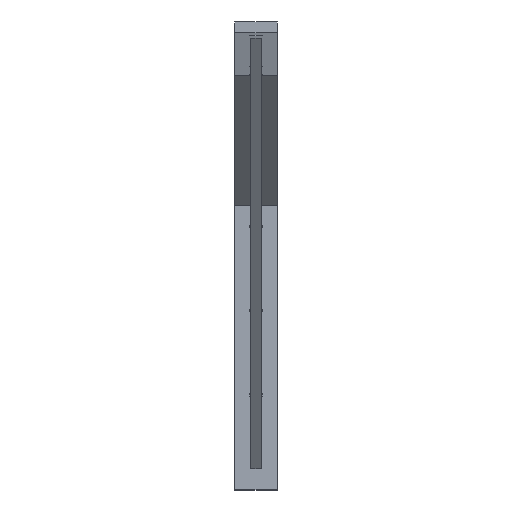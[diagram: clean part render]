
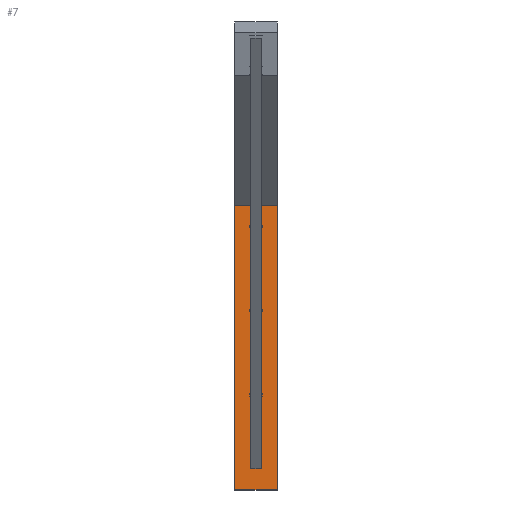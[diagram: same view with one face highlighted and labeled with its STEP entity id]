
A CAD part, top view. The second image highlights one B-rep face of the part: STEP entity #7.
In plain terms, the highlighted planar face has unit normal (0, 0, 1).
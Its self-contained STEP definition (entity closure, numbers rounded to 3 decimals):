
#7 = ADVANCED_FACE ( 'NONE', ( #453, #55, #1042, #885, #942 ), #650, .F. ) ;
#12 = CIRCLE ( 'NONE', #147, 6. ) ;
#27 = CARTESIAN_POINT ( 'NONE',  ( 40., 295.113, -485.249 ) ) ;
#40 = ORIENTED_EDGE ( 'NONE', *, *, #91, .F. ) ;
#50 = EDGE_CURVE ( 'NONE', #898, #180, #12, .T. ) ;
#55 = FACE_BOUND ( 'NONE', #68, .T. ) ;
#62 = VECTOR ( 'NONE', #546, 1000. ) ;
#66 = VERTEX_POINT ( 'NONE', #1064 ) ;
#68 = EDGE_LOOP ( 'NONE', ( #977, #450 ) ) ;
#79 = CARTESIAN_POINT ( 'NONE',  ( 0., 175.113, -485.249 ) ) ;
#91 = EDGE_CURVE ( 'NONE', #159, #66, #162, .T. ) ;
#99 = DIRECTION ( 'NONE',  ( 0., -1., 0. ) ) ;
#121 = CARTESIAN_POINT ( 'NONE',  ( 15., -75.166, -485.249 ) ) ;
#134 = CARTESIAN_POINT ( 'NONE',  ( 40., 175.113, -485.249 ) ) ;
#142 = ORIENTED_EDGE ( 'NONE', *, *, #577, .F. ) ;
#144 = CIRCLE ( 'NONE', #208, 6. ) ;
#147 = AXIS2_PLACEMENT_3D ( 'NONE', #399, #172, #326 ) ;
#157 = LINE ( 'NONE', #27, #845 ) ;
#159 = VERTEX_POINT ( 'NONE', #914 ) ;
#162 = LINE ( 'NONE', #493, #844 ) ;
#172 = DIRECTION ( 'NONE',  ( 0., 0., 1. ) ) ;
#174 = DIRECTION ( 'NONE',  ( -1., 0., 0. ) ) ;
#179 = CARTESIAN_POINT ( 'NONE',  ( 14., -4.887, -485.249 ) ) ;
#180 = VERTEX_POINT ( 'NONE', #846 ) ;
#186 = EDGE_CURVE ( 'NONE', #959, #66, #508, .T. ) ;
#187 = VECTOR ( 'NONE', #841, 1000. ) ;
#188 = EDGE_CURVE ( 'NONE', #216, #159, #157, .T. ) ;
#208 = AXIS2_PLACEMENT_3D ( 'NONE', #979, #482, #1059 ) ;
#216 = VERTEX_POINT ( 'NONE', #1012 ) ;
#225 = CARTESIAN_POINT ( 'NONE',  ( 25., -75.166, -485.249 ) ) ;
#237 = CARTESIAN_POINT ( 'NONE',  ( 40., 295.113, -485.249 ) ) ;
#247 = EDGE_LOOP ( 'NONE', ( #416, #142 ) ) ;
#256 = AXIS2_PLACEMENT_3D ( 'NONE', #1052, #333, #821 ) ;
#261 = AXIS2_PLACEMENT_3D ( 'NONE', #358, #847, #529 ) ;
#274 = CARTESIAN_POINT ( 'NONE',  ( 15., -35.166, -485.249 ) ) ;
#298 = CIRCLE ( 'NONE', #849, 6. ) ;
#300 = CARTESIAN_POINT ( 'NONE',  ( 20., 155.113, -485.249 ) ) ;
#302 = EDGE_CURVE ( 'NONE', #363, #548, #534, .T. ) ;
#306 = VERTEX_POINT ( 'NONE', #373 ) ;
#325 = VERTEX_POINT ( 'NONE', #705 ) ;
#326 = DIRECTION ( 'NONE',  ( 1., 0., 0. ) ) ;
#333 = DIRECTION ( 'NONE',  ( 0., 0., 1. ) ) ;
#340 = VERTEX_POINT ( 'NONE', #641 ) ;
#348 = VECTOR ( 'NONE', #174, 1000. ) ;
#358 = CARTESIAN_POINT ( 'NONE',  ( 20., 155.113, -485.249 ) ) ;
#363 = VERTEX_POINT ( 'NONE', #955 ) ;
#373 = CARTESIAN_POINT ( 'NONE',  ( 25., -75.166, -485.249 ) ) ;
#392 = DIRECTION ( 'NONE',  ( 1., 0., 0. ) ) ;
#394 = ORIENTED_EDGE ( 'NONE', *, *, #302, .T. ) ;
#395 = EDGE_CURVE ( 'NONE', #180, #898, #592, .T. ) ;
#396 = AXIS2_PLACEMENT_3D ( 'NONE', #237, #1057, #734 ) ;
#399 = CARTESIAN_POINT ( 'NONE',  ( 20., 75.113, -485.249 ) ) ;
#400 = CARTESIAN_POINT ( 'NONE',  ( 14., 75.113, -485.249 ) ) ;
#413 = DIRECTION ( 'NONE',  ( -1., 0., 0. ) ) ;
#416 = ORIENTED_EDGE ( 'NONE', *, *, #670, .F. ) ;
#445 = EDGE_CURVE ( 'NONE', #495, #548, #746, .T. ) ;
#450 = ORIENTED_EDGE ( 'NONE', *, *, #456, .F. ) ;
#453 = FACE_BOUND ( 'NONE', #912, .T. ) ;
#456 = EDGE_CURVE ( 'NONE', #567, #953, #144, .T. ) ;
#463 = ORIENTED_EDGE ( 'NONE', *, *, #526, .T. ) ;
#468 = DIRECTION ( 'NONE',  ( -1., 0., 0. ) ) ;
#482 = DIRECTION ( 'NONE',  ( 0., 0., 1. ) ) ;
#491 = ORIENTED_EDGE ( 'NONE', *, *, #445, .F. ) ;
#493 = CARTESIAN_POINT ( 'NONE',  ( 40., -95.166, -485.249 ) ) ;
#495 = VERTEX_POINT ( 'NONE', #901 ) ;
#499 = DIRECTION ( 'NONE',  ( -1., 0., 0. ) ) ;
#508 = LINE ( 'NONE', #765, #187 ) ;
#526 = EDGE_CURVE ( 'NONE', #306, #363, #989, .T. ) ;
#529 = DIRECTION ( 'NONE',  ( 1., 0., 0. ) ) ;
#534 = LINE ( 'NONE', #121, #62 ) ;
#535 = DIRECTION ( 'NONE',  ( 1., 0., 0. ) ) ;
#536 = EDGE_LOOP ( 'NONE', ( #957, #664, #40, #575 ) ) ;
#546 = DIRECTION ( 'NONE',  ( 0., 1., 0. ) ) ;
#548 = VERTEX_POINT ( 'NONE', #274 ) ;
#551 = LINE ( 'NONE', #134, #997 ) ;
#566 = VECTOR ( 'NONE', #499, 1000. ) ;
#567 = VERTEX_POINT ( 'NONE', #179 ) ;
#575 = ORIENTED_EDGE ( 'NONE', *, *, #188, .F. ) ;
#577 = EDGE_CURVE ( 'NONE', #325, #340, #673, .T. ) ;
#592 = CIRCLE ( 'NONE', #256, 6. ) ;
#632 = DIRECTION ( 'NONE',  ( 0., 0., 1. ) ) ;
#641 = CARTESIAN_POINT ( 'NONE',  ( 26., 155.113, -485.249 ) ) ;
#650 = PLANE ( 'NONE',  #396 ) ;
#657 = CARTESIAN_POINT ( 'NONE',  ( 25., -35.166, -485.249 ) ) ;
#664 = ORIENTED_EDGE ( 'NONE', *, *, #186, .T. ) ;
#670 = EDGE_CURVE ( 'NONE', #340, #325, #789, .T. ) ;
#673 = CIRCLE ( 'NONE', #261, 6. ) ;
#687 = AXIS2_PLACEMENT_3D ( 'NONE', #300, #632, #535 ) ;
#705 = CARTESIAN_POINT ( 'NONE',  ( 14., 155.113, -485.249 ) ) ;
#732 = EDGE_LOOP ( 'NONE', ( #990, #972 ) ) ;
#733 = EDGE_CURVE ( 'NONE', #306, #495, #804, .T. ) ;
#734 = DIRECTION ( 'NONE',  ( 0., 1., 0. ) ) ;
#738 = VECTOR ( 'NONE', #875, 1000. ) ;
#746 = LINE ( 'NONE', #657, #566 ) ;
#765 = CARTESIAN_POINT ( 'NONE',  ( 0., 295.113, -485.249 ) ) ;
#773 = EDGE_CURVE ( 'NONE', #216, #959, #551, .T. ) ;
#789 = CIRCLE ( 'NONE', #687, 6. ) ;
#795 = DIRECTION ( 'NONE',  ( 0., 0., 1. ) ) ;
#804 = LINE ( 'NONE', #225, #738 ) ;
#811 = CARTESIAN_POINT ( 'NONE',  ( 20., -4.887, -485.249 ) ) ;
#821 = DIRECTION ( 'NONE',  ( 1., 0., 0. ) ) ;
#841 = DIRECTION ( 'NONE',  ( 0., -1., 0. ) ) ;
#844 = VECTOR ( 'NONE', #413, 1000. ) ;
#845 = VECTOR ( 'NONE', #99, 1000. ) ;
#846 = CARTESIAN_POINT ( 'NONE',  ( 26., 75.113, -485.249 ) ) ;
#847 = DIRECTION ( 'NONE',  ( 0., 0., 1. ) ) ;
#849 = AXIS2_PLACEMENT_3D ( 'NONE', #811, #795, #392 ) ;
#873 = EDGE_CURVE ( 'NONE', #953, #567, #298, .T. ) ;
#875 = DIRECTION ( 'NONE',  ( 0., 1., 0. ) ) ;
#885 = FACE_BOUND ( 'NONE', #732, .T. ) ;
#897 = CARTESIAN_POINT ( 'NONE',  ( 26., -4.887, -485.249 ) ) ;
#898 = VERTEX_POINT ( 'NONE', #400 ) ;
#901 = CARTESIAN_POINT ( 'NONE',  ( 25., -35.166, -485.249 ) ) ;
#907 = CARTESIAN_POINT ( 'NONE',  ( 25., -75.166, -485.249 ) ) ;
#912 = EDGE_LOOP ( 'NONE', ( #491, #986, #463, #394 ) ) ;
#914 = CARTESIAN_POINT ( 'NONE',  ( 40., -95.166, -485.249 ) ) ;
#942 = FACE_OUTER_BOUND ( 'NONE', #536, .T. ) ;
#953 = VERTEX_POINT ( 'NONE', #897 ) ;
#955 = CARTESIAN_POINT ( 'NONE',  ( 15., -75.166, -485.249 ) ) ;
#957 = ORIENTED_EDGE ( 'NONE', *, *, #773, .T. ) ;
#959 = VERTEX_POINT ( 'NONE', #79 ) ;
#972 = ORIENTED_EDGE ( 'NONE', *, *, #50, .F. ) ;
#977 = ORIENTED_EDGE ( 'NONE', *, *, #873, .F. ) ;
#979 = CARTESIAN_POINT ( 'NONE',  ( 20., -4.887, -485.249 ) ) ;
#986 = ORIENTED_EDGE ( 'NONE', *, *, #733, .F. ) ;
#989 = LINE ( 'NONE', #907, #348 ) ;
#990 = ORIENTED_EDGE ( 'NONE', *, *, #395, .F. ) ;
#997 = VECTOR ( 'NONE', #468, 1000. ) ;
#1012 = CARTESIAN_POINT ( 'NONE',  ( 40., 175.113, -485.249 ) ) ;
#1042 = FACE_BOUND ( 'NONE', #247, .T. ) ;
#1052 = CARTESIAN_POINT ( 'NONE',  ( 20., 75.113, -485.249 ) ) ;
#1057 = DIRECTION ( 'NONE',  ( 0., 0., -1. ) ) ;
#1059 = DIRECTION ( 'NONE',  ( 1., 0., 0. ) ) ;
#1064 = CARTESIAN_POINT ( 'NONE',  ( 0., -95.166, -485.249 ) ) ;
